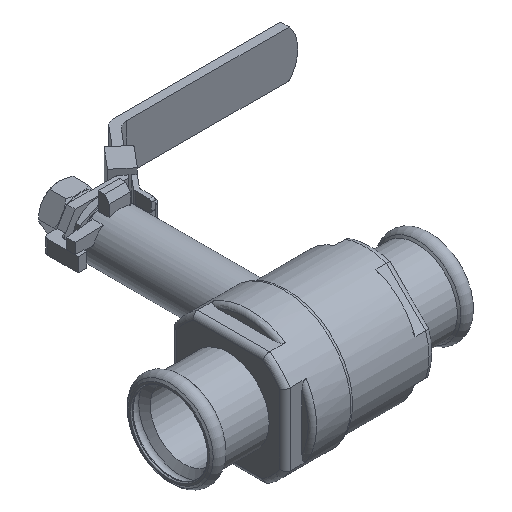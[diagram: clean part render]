
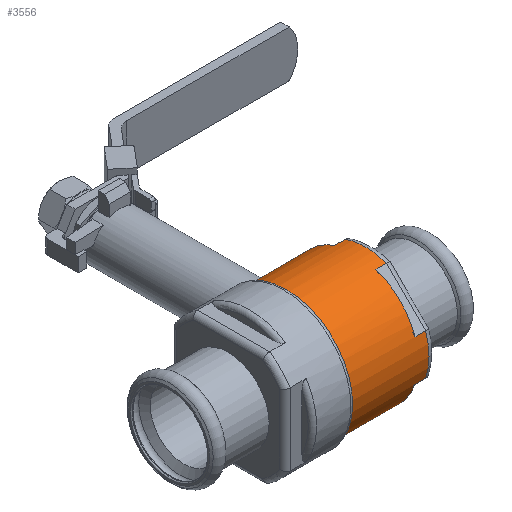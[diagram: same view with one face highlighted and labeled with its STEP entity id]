
A CAD part, isometric view. The second image highlights one B-rep face of the part: STEP entity #3556.
In plain terms, the highlighted cylindrical face has radius 29.8 mm (diameter 59.6 mm), a full revolution.
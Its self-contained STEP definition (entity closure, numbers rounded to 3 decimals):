
#55=CYLINDRICAL_SURFACE('',#3829,29.8);
#93=B_SPLINE_CURVE_WITH_KNOTS('',3,(#5332,#5333,#5334,#5335,#5336,#5337,
#5338,#5339,#5340,#5341,#5342),.UNSPECIFIED.,.F.,.F.,(4,1,1,1,1,1,1,1,4),
(0.,0.25,0.375,0.5,0.625,0.75,0.813,0.875,1.),.UNSPECIFIED.);
#108=B_SPLINE_CURVE_WITH_KNOTS('',3,(#5856,#5857,#5858,#5859,#5860,#5861,
#5862,#5863,#5864,#5865,#5866,#5867,#5868,#5869,#5870,#5871,#5872,#5873,
#5874),.UNSPECIFIED.,.F.,.F.,(4,1,1,1,1,1,1,1,1,1,1,1,1,1,1,1,4),(0.,0.063,
0.094,0.125,0.156,0.188,0.219,0.25,0.313,0.375,0.5,0.563,0.625,
0.75,0.813,0.875,1.),.UNSPECIFIED.);
#197=LINE('',#5542,#490);
#198=LINE('',#5543,#491);
#200=LINE('',#5550,#493);
#201=LINE('',#5551,#494);
#203=LINE('',#5558,#496);
#204=LINE('',#5559,#497);
#206=LINE('',#5566,#499);
#207=LINE('',#5567,#500);
#490=VECTOR('',#4165,1000.);
#491=VECTOR('',#4166,1000.);
#493=VECTOR('',#4174,1000.);
#494=VECTOR('',#4175,1000.);
#496=VECTOR('',#4183,1000.);
#497=VECTOR('',#4184,1000.);
#499=VECTOR('',#4192,1000.);
#500=VECTOR('',#4193,1000.);
#1118=ORIENTED_EDGE('',*,*,#2069,.T.);
#1119=ORIENTED_EDGE('',*,*,#2067,.F.);
#1120=ORIENTED_EDGE('',*,*,#1941,.T.);
#1121=ORIENTED_EDGE('',*,*,#1983,.T.);
#1122=ORIENTED_EDGE('',*,*,#2070,.T.);
#1123=ORIENTED_EDGE('',*,*,#1974,.F.);
#1124=ORIENTED_EDGE('',*,*,#1972,.F.);
#1125=ORIENTED_EDGE('',*,*,#1975,.T.);
#1126=ORIENTED_EDGE('',*,*,#1961,.T.);
#1127=ORIENTED_EDGE('',*,*,#1970,.F.);
#1128=ORIENTED_EDGE('',*,*,#1968,.F.);
#1129=ORIENTED_EDGE('',*,*,#1971,.T.);
#1130=ORIENTED_EDGE('',*,*,#1965,.T.);
#1131=ORIENTED_EDGE('',*,*,#1978,.F.);
#1132=ORIENTED_EDGE('',*,*,#1976,.F.);
#1133=ORIENTED_EDGE('',*,*,#1979,.T.);
#1134=ORIENTED_EDGE('',*,*,#1952,.T.);
#1135=ORIENTED_EDGE('',*,*,#1982,.F.);
#1136=ORIENTED_EDGE('',*,*,#1980,.F.);
#1941=EDGE_CURVE('',#2464,#2462,#93,.T.);
#1952=EDGE_CURVE('',#2472,#2468,#2803,.T.);
#1961=EDGE_CURVE('',#2475,#2481,#2804,.T.);
#1965=EDGE_CURVE('',#2482,#2478,#2807,.T.);
#1968=EDGE_CURVE('',#2484,#2485,#2808,.T.);
#1970=EDGE_CURVE('',#2485,#2481,#197,.T.);
#1971=EDGE_CURVE('',#2484,#2482,#198,.T.);
#1972=EDGE_CURVE('',#2486,#2487,#2809,.T.);
#1974=EDGE_CURVE('',#2487,#2476,#200,.T.);
#1975=EDGE_CURVE('',#2486,#2475,#201,.T.);
#1976=EDGE_CURVE('',#2488,#2489,#2810,.T.);
#1978=EDGE_CURVE('',#2489,#2478,#203,.T.);
#1979=EDGE_CURVE('',#2488,#2472,#204,.T.);
#1980=EDGE_CURVE('',#2490,#2491,#2811,.T.);
#1982=EDGE_CURVE('',#2491,#2468,#206,.T.);
#1983=EDGE_CURVE('',#2490,#2471,#207,.T.);
#2067=EDGE_CURVE('',#2464,#2554,#2842,.T.);
#2069=EDGE_CURVE('',#2462,#2554,#108,.T.);
#2070=EDGE_CURVE('',#2471,#2476,#2843,.T.);
#2462=VERTEX_POINT('',#5330);
#2464=VERTEX_POINT('',#5343);
#2468=VERTEX_POINT('',#5465);
#2471=VERTEX_POINT('',#5474);
#2472=VERTEX_POINT('',#5482);
#2475=VERTEX_POINT('',#5493);
#2476=VERTEX_POINT('',#5495);
#2478=VERTEX_POINT('',#5509);
#2481=VERTEX_POINT('',#5520);
#2482=VERTEX_POINT('',#5529);
#2484=VERTEX_POINT('',#5538);
#2485=VERTEX_POINT('',#5539);
#2486=VERTEX_POINT('',#5546);
#2487=VERTEX_POINT('',#5547);
#2488=VERTEX_POINT('',#5554);
#2489=VERTEX_POINT('',#5555);
#2490=VERTEX_POINT('',#5562);
#2491=VERTEX_POINT('',#5563);
#2554=VERTEX_POINT('',#5833);
#2803=CIRCLE('',#3739,29.8);
#2804=CIRCLE('',#3743,29.8);
#2807=CIRCLE('',#3747,29.8);
#2808=CIRCLE('',#3750,29.8);
#2809=CIRCLE('',#3753,29.8);
#2810=CIRCLE('',#3756,29.8);
#2811=CIRCLE('',#3759,29.8);
#2842=CIRCLE('',#3828,29.8);
#2843=CIRCLE('',#3830,29.8);
#3026=EDGE_LOOP('',(#1118,#1119,#1120));
#3027=EDGE_LOOP('',(#1121,#1122,#1123,#1124,#1125,#1126,#1127,#1128,#1129,
#1130,#1131,#1132,#1133,#1134,#1135,#1136));
#3288=FACE_BOUND('',#3026,.T.);
#3289=FACE_BOUND('',#3027,.T.);
#3556=ADVANCED_FACE('',(#3288,#3289),#55,.T.);
#3739=AXIS2_PLACEMENT_3D('',#5485,#4132,#4133);
#3743=AXIS2_PLACEMENT_3D('',#5521,#4144,#4145);
#3747=AXIS2_PLACEMENT_3D('',#5532,#4152,#4153);
#3750=AXIS2_PLACEMENT_3D('',#5537,#4160,#4161);
#3753=AXIS2_PLACEMENT_3D('',#5545,#4169,#4170);
#3756=AXIS2_PLACEMENT_3D('',#5553,#4178,#4179);
#3759=AXIS2_PLACEMENT_3D('',#5561,#4187,#4188);
#3828=AXIS2_PLACEMENT_3D('',#5832,#4378,#4379);
#3829=AXIS2_PLACEMENT_3D('',#5855,#4380,#4381);
#3830=AXIS2_PLACEMENT_3D('',#5875,#4382,#4383);
#4132=DIRECTION('',(-1.,0.,0.));
#4133=DIRECTION('',(0.,0.,-1.));
#4144=DIRECTION('',(-1.,0.,0.));
#4145=DIRECTION('',(0.,0.,-1.));
#4152=DIRECTION('',(-1.,0.,0.));
#4153=DIRECTION('',(0.,0.,-1.));
#4160=DIRECTION('',(1.,0.,0.));
#4161=DIRECTION('',(0.,0.,-1.));
#4165=DIRECTION('',(1.,0.,0.));
#4166=DIRECTION('',(1.,0.,0.));
#4169=DIRECTION('',(1.,0.,0.));
#4170=DIRECTION('',(0.,0.,-1.));
#4174=DIRECTION('',(1.,0.,0.));
#4175=DIRECTION('',(1.,0.,0.));
#4178=DIRECTION('',(1.,0.,0.));
#4179=DIRECTION('',(0.,0.,-1.));
#4183=DIRECTION('',(1.,0.,0.));
#4184=DIRECTION('',(1.,0.,0.));
#4187=DIRECTION('',(1.,0.,0.));
#4188=DIRECTION('',(0.,0.,-1.));
#4192=DIRECTION('',(1.,0.,0.));
#4193=DIRECTION('',(1.,0.,0.));
#4378=DIRECTION('',(-1.,0.,0.));
#4379=DIRECTION('',(0.,0.,1.));
#4380=DIRECTION('',(-1.,0.,0.));
#4381=DIRECTION('',(0.,0.,1.));
#4382=DIRECTION('',(-1.,0.,0.));
#4383=DIRECTION('',(0.,0.,-1.));
#5330=CARTESIAN_POINT('',(16.478,29.791,-0.746));
#5332=CARTESIAN_POINT('',(-11.7,27.979,-10.258));
#5333=CARTESIAN_POINT('',(-9.46,27.251,-12.244));
#5334=CARTESIAN_POINT('',(-5.25,26.175,-14.257));
#5335=CARTESIAN_POINT('',(0.938,25.913,-14.715));
#5336=CARTESIAN_POINT('',(5.513,26.366,-13.915));
#5337=CARTESIAN_POINT('',(9.678,27.309,-12.021));
#5338=CARTESIAN_POINT('',(12.566,28.25,-9.618));
#5339=CARTESIAN_POINT('',(14.4,28.936,-7.212));
#5340=CARTESIAN_POINT('',(15.822,29.506,-4.573));
#5341=CARTESIAN_POINT('',(16.389,29.752,-2.276));
#5342=CARTESIAN_POINT('',(16.478,29.791,-0.746));
#5343=CARTESIAN_POINT('',(-11.7,27.979,-10.258));
#5465=CARTESIAN_POINT('',(25.2,28.165,-9.736));
#5474=CARTESIAN_POINT('',(25.2,9.736,-28.165));
#5482=CARTESIAN_POINT('',(25.2,28.165,9.736));
#5485=CARTESIAN_POINT('',(25.2,0.,0.));
#5493=CARTESIAN_POINT('',(25.2,-28.165,-9.736));
#5495=CARTESIAN_POINT('',(25.2,-9.736,-28.165));
#5509=CARTESIAN_POINT('',(25.2,9.736,28.165));
#5520=CARTESIAN_POINT('',(25.2,-28.165,9.736));
#5521=CARTESIAN_POINT('',(25.2,0.,0.));
#5529=CARTESIAN_POINT('',(25.2,-9.736,28.165));
#5532=CARTESIAN_POINT('',(25.2,0.,0.));
#5537=CARTESIAN_POINT('',(20.2,0.,0.));
#5538=CARTESIAN_POINT('',(20.2,-9.736,28.165));
#5539=CARTESIAN_POINT('',(20.2,-28.165,9.736));
#5542=CARTESIAN_POINT('',(20.2,-28.165,9.736));
#5543=CARTESIAN_POINT('',(20.2,-9.736,28.165));
#5545=CARTESIAN_POINT('',(20.2,0.,0.));
#5546=CARTESIAN_POINT('',(20.2,-28.165,-9.736));
#5547=CARTESIAN_POINT('',(20.2,-9.736,-28.165));
#5550=CARTESIAN_POINT('',(20.2,-9.736,-28.165));
#5551=CARTESIAN_POINT('',(20.2,-28.165,-9.736));
#5553=CARTESIAN_POINT('',(20.2,0.,0.));
#5554=CARTESIAN_POINT('',(20.2,28.165,9.736));
#5555=CARTESIAN_POINT('',(20.2,9.736,28.165));
#5558=CARTESIAN_POINT('',(20.2,9.736,28.165));
#5559=CARTESIAN_POINT('',(20.2,28.165,9.736));
#5561=CARTESIAN_POINT('',(20.2,0.,0.));
#5562=CARTESIAN_POINT('',(20.2,9.736,-28.165));
#5563=CARTESIAN_POINT('',(20.2,28.165,-9.736));
#5566=CARTESIAN_POINT('',(20.2,28.165,-9.736));
#5567=CARTESIAN_POINT('',(20.2,9.736,-28.165));
#5832=CARTESIAN_POINT('',(-11.7,0.,0.));
#5833=CARTESIAN_POINT('',(-11.7,27.979,10.258));
#5855=CARTESIAN_POINT('',(-29.589,0.,0.));
#5856=CARTESIAN_POINT('',(16.478,29.791,-0.746));
#5857=CARTESIAN_POINT('',(16.525,29.811,0.058));
#5858=CARTESIAN_POINT('',(16.482,29.792,1.26));
#5859=CARTESIAN_POINT('',(16.205,29.673,2.83));
#5860=CARTESIAN_POINT('',(15.875,29.535,4.023));
#5861=CARTESIAN_POINT('',(15.472,29.367,5.099));
#5862=CARTESIAN_POINT('',(14.968,29.163,6.161));
#5863=CARTESIAN_POINT('',(14.375,28.93,7.175));
#5864=CARTESIAN_POINT('',(13.438,28.575,8.5));
#5865=CARTESIAN_POINT('',(12.172,28.123,9.904));
#5866=CARTESIAN_POINT('',(9.712,27.346,11.918));
#5867=CARTESIAN_POINT('',(6.931,26.66,13.333));
#5868=CARTESIAN_POINT('',(3.854,26.202,14.199));
#5869=CARTESIAN_POINT('',(0.726,25.95,14.651));
#5870=CARTESIAN_POINT('',(-2.525,26.04,14.496));
#5871=CARTESIAN_POINT('',(-5.593,26.446,13.742));
#5872=CARTESIAN_POINT('',(-8.562,27.032,12.578));
#5873=CARTESIAN_POINT('',(-10.529,27.598,11.296));
#5874=CARTESIAN_POINT('',(-11.7,27.979,10.258));
#5875=CARTESIAN_POINT('',(25.2,0.,0.));
